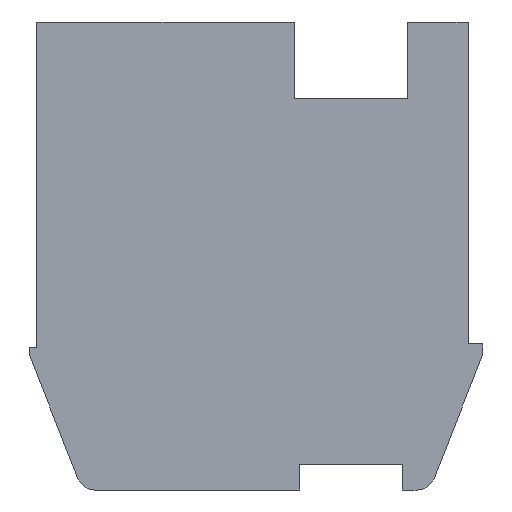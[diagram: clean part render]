
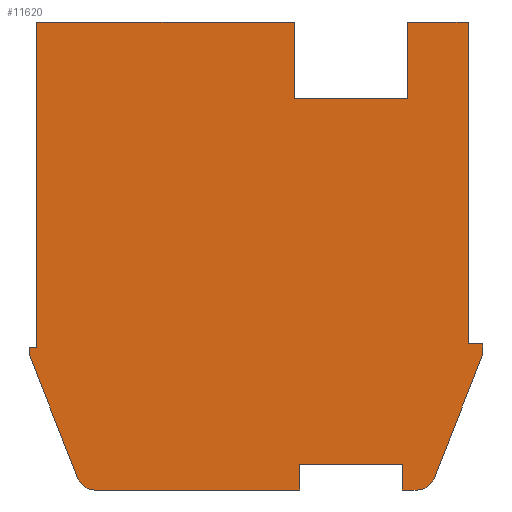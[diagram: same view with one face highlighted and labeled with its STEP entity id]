
A CAD part, front view. The second image highlights one B-rep face of the part: STEP entity #11620.
In plain terms, the highlighted planar face has unit normal (0, -1, 0).
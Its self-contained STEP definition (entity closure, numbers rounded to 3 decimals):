
#1=DIRECTION('',(-0.365,0.,-0.931));
#2=VECTOR('',#1,3.633);
#3=CARTESIAN_POINT('',(6.2,0.,-2.7));
#4=LINE('',#3,#2);
#5=CARTESIAN_POINT('',(4.409,0.,-5.9));
#6=DIRECTION('',(0.,1.,0.));
#7=DIRECTION('',(0.931,0.,-0.365));
#8=AXIS2_PLACEMENT_3D('',#5,#6,#7);
#10=DIRECTION('',(-1.,0.,0.));
#11=VECTOR('',#10,0.409);
#12=CARTESIAN_POINT('',(4.409,0.,-6.4));
#13=LINE('',#12,#11);
#14=DIRECTION('',(0.,0.,1.));
#15=VECTOR('',#14,0.7);
#16=CARTESIAN_POINT('',(4.,0.,-6.4));
#17=LINE('',#16,#15);
#18=DIRECTION('',(-1.,0.,0.));
#19=VECTOR('',#18,2.8);
#20=CARTESIAN_POINT('',(4.,0.,-5.7));
#21=LINE('',#20,#19);
#22=DIRECTION('',(0.,0.,-1.));
#23=VECTOR('',#22,0.7);
#24=CARTESIAN_POINT('',(1.2,0.,-5.7));
#25=LINE('',#24,#23);
#26=DIRECTION('',(-1.,0.,0.));
#27=VECTOR('',#26,5.609);
#28=CARTESIAN_POINT('',(1.2,0.,-6.4));
#29=LINE('',#28,#27);
#30=CARTESIAN_POINT('',(-4.409,0.,-5.9));
#31=DIRECTION('',(0.,1.,0.));
#32=DIRECTION('',(0.,0.,-1.));
#33=AXIS2_PLACEMENT_3D('',#30,#31,#32);
#35=DIRECTION('',(-0.365,0.,0.931));
#36=VECTOR('',#35,3.633);
#37=CARTESIAN_POINT('',(-4.874,0.,-6.082));
#38=LINE('',#37,#36);
#39=DIRECTION('',(0.,0.,1.));
#40=VECTOR('',#39,0.2);
#41=CARTESIAN_POINT('',(-6.2,0.,-2.7));
#42=LINE('',#41,#40);
#43=DIRECTION('',(1.,0.,0.));
#44=VECTOR('',#43,0.2);
#45=CARTESIAN_POINT('',(-6.2,0.,-2.5));
#46=LINE('',#45,#44);
#47=DIRECTION('',(0.,0.,1.));
#48=VECTOR('',#47,8.9);
#49=CARTESIAN_POINT('',(-6.,0.,-2.5));
#50=LINE('',#49,#48);
#51=DIRECTION('',(1.,0.,0.));
#52=VECTOR('',#51,7.05);
#53=CARTESIAN_POINT('',(-6.,0.,6.4));
#54=LINE('',#53,#52);
#55=DIRECTION('',(0.,0.,-1.));
#56=VECTOR('',#55,2.1);
#57=CARTESIAN_POINT('',(1.05,0.,6.4));
#58=LINE('',#57,#56);
#59=DIRECTION('',(1.,0.,0.));
#60=VECTOR('',#59,3.1);
#61=CARTESIAN_POINT('',(1.05,0.,4.3));
#62=LINE('',#61,#60);
#63=DIRECTION('',(0.,0.,1.));
#64=VECTOR('',#63,2.1);
#65=CARTESIAN_POINT('',(4.15,0.,4.3));
#66=LINE('',#65,#64);
#67=DIRECTION('',(1.,0.,0.));
#68=VECTOR('',#67,1.65);
#69=CARTESIAN_POINT('',(4.15,0.,6.4));
#70=LINE('',#69,#68);
#71=DIRECTION('',(0.,0.,-1.));
#72=VECTOR('',#71,8.8);
#73=CARTESIAN_POINT('',(5.8,0.,6.4));
#74=LINE('',#73,#72);
#75=DIRECTION('',(1.,0.,0.));
#76=VECTOR('',#75,0.4);
#77=CARTESIAN_POINT('',(5.8,0.,-2.4));
#78=LINE('',#77,#76);
#79=DIRECTION('',(0.,0.,-1.));
#80=VECTOR('',#79,0.3);
#81=CARTESIAN_POINT('',(6.2,0.,-2.4));
#82=LINE('',#81,#80);
#8833=CARTESIAN_POINT('',(6.2,0.,-2.7));
#8834=CARTESIAN_POINT('',(4.874,0.,-6.082));
#8835=VERTEX_POINT('',#8833);
#8836=VERTEX_POINT('',#8834);
#8837=CARTESIAN_POINT('',(4.409,0.,-6.4));
#8838=VERTEX_POINT('',#8837);
#8839=CARTESIAN_POINT('',(4.,0.,-6.4));
#8840=VERTEX_POINT('',#8839);
#8841=CARTESIAN_POINT('',(4.,0.,-5.7));
#8842=VERTEX_POINT('',#8841);
#8843=CARTESIAN_POINT('',(1.2,0.,-5.7));
#8844=VERTEX_POINT('',#8843);
#8845=CARTESIAN_POINT('',(1.2,0.,-6.4));
#8846=VERTEX_POINT('',#8845);
#8847=CARTESIAN_POINT('',(-4.409,0.,-6.4));
#8848=VERTEX_POINT('',#8847);
#8849=CARTESIAN_POINT('',(-4.874,0.,-6.082));
#8850=VERTEX_POINT('',#8849);
#8851=CARTESIAN_POINT('',(-6.2,0.,-2.7));
#8852=VERTEX_POINT('',#8851);
#8853=CARTESIAN_POINT('',(-6.2,0.,-2.5));
#8854=VERTEX_POINT('',#8853);
#8855=CARTESIAN_POINT('',(-6.,0.,-2.5));
#8856=VERTEX_POINT('',#8855);
#8857=CARTESIAN_POINT('',(-6.,0.,6.4));
#8858=VERTEX_POINT('',#8857);
#8859=CARTESIAN_POINT('',(1.05,0.,6.4));
#8860=VERTEX_POINT('',#8859);
#8861=CARTESIAN_POINT('',(1.05,0.,4.3));
#8862=VERTEX_POINT('',#8861);
#8863=CARTESIAN_POINT('',(4.15,0.,4.3));
#8864=VERTEX_POINT('',#8863);
#8865=CARTESIAN_POINT('',(4.15,0.,6.4));
#8866=VERTEX_POINT('',#8865);
#8867=CARTESIAN_POINT('',(5.8,0.,6.4));
#8868=VERTEX_POINT('',#8867);
#8869=CARTESIAN_POINT('',(5.8,0.,-2.4));
#8870=VERTEX_POINT('',#8869);
#8871=CARTESIAN_POINT('',(6.2,0.,-2.4));
#8872=VERTEX_POINT('',#8871);
#11573=CARTESIAN_POINT('',(0.,0.,0.));
#11574=DIRECTION('',(0.,1.,0.));
#11575=DIRECTION('',(1.,0.,0.));
#11576=AXIS2_PLACEMENT_3D('',#11573,#11574,#11575);
#11577=PLANE('',#11576);
#11579=ORIENTED_EDGE('',*,*,#11578,.T.);
#11581=ORIENTED_EDGE('',*,*,#11580,.T.);
#11583=ORIENTED_EDGE('',*,*,#11582,.T.);
#11585=ORIENTED_EDGE('',*,*,#11584,.T.);
#11587=ORIENTED_EDGE('',*,*,#11586,.T.);
#11589=ORIENTED_EDGE('',*,*,#11588,.T.);
#11591=ORIENTED_EDGE('',*,*,#11590,.T.);
#11593=ORIENTED_EDGE('',*,*,#11592,.T.);
#11595=ORIENTED_EDGE('',*,*,#11594,.T.);
#11597=ORIENTED_EDGE('',*,*,#11596,.T.);
#11599=ORIENTED_EDGE('',*,*,#11598,.T.);
#11601=ORIENTED_EDGE('',*,*,#11600,.T.);
#11603=ORIENTED_EDGE('',*,*,#11602,.T.);
#11605=ORIENTED_EDGE('',*,*,#11604,.T.);
#11607=ORIENTED_EDGE('',*,*,#11606,.T.);
#11609=ORIENTED_EDGE('',*,*,#11608,.T.);
#11611=ORIENTED_EDGE('',*,*,#11610,.T.);
#11613=ORIENTED_EDGE('',*,*,#11612,.T.);
#11615=ORIENTED_EDGE('',*,*,#11614,.T.);
#11617=ORIENTED_EDGE('',*,*,#11616,.T.);
#11618=EDGE_LOOP('',(#11579,#11581,#11583,#11585,#11587,#11589,#11591,#11593,
#11595,#11597,#11599,#11601,#11603,#11605,#11607,#11609,#11611,#11613,#11615,
#11617));
#11619=FACE_OUTER_BOUND('',#11618,.F.);
#11620=ADVANCED_FACE('',(#11619),#11577,.F.);
#9=CIRCLE('',#8,0.5);
#34=CIRCLE('',#33,0.5);
#11578=EDGE_CURVE('',#8835,#8836,#4,.T.);
#11580=EDGE_CURVE('',#8836,#8838,#9,.T.);
#11582=EDGE_CURVE('',#8838,#8840,#13,.T.);
#11584=EDGE_CURVE('',#8840,#8842,#17,.T.);
#11586=EDGE_CURVE('',#8842,#8844,#21,.T.);
#11588=EDGE_CURVE('',#8844,#8846,#25,.T.);
#11590=EDGE_CURVE('',#8846,#8848,#29,.T.);
#11592=EDGE_CURVE('',#8848,#8850,#34,.T.);
#11594=EDGE_CURVE('',#8850,#8852,#38,.T.);
#11596=EDGE_CURVE('',#8852,#8854,#42,.T.);
#11598=EDGE_CURVE('',#8854,#8856,#46,.T.);
#11600=EDGE_CURVE('',#8856,#8858,#50,.T.);
#11602=EDGE_CURVE('',#8858,#8860,#54,.T.);
#11604=EDGE_CURVE('',#8860,#8862,#58,.T.);
#11606=EDGE_CURVE('',#8862,#8864,#62,.T.);
#11608=EDGE_CURVE('',#8864,#8866,#66,.T.);
#11610=EDGE_CURVE('',#8866,#8868,#70,.T.);
#11612=EDGE_CURVE('',#8868,#8870,#74,.T.);
#11614=EDGE_CURVE('',#8870,#8872,#78,.T.);
#11616=EDGE_CURVE('',#8872,#8835,#82,.T.);
